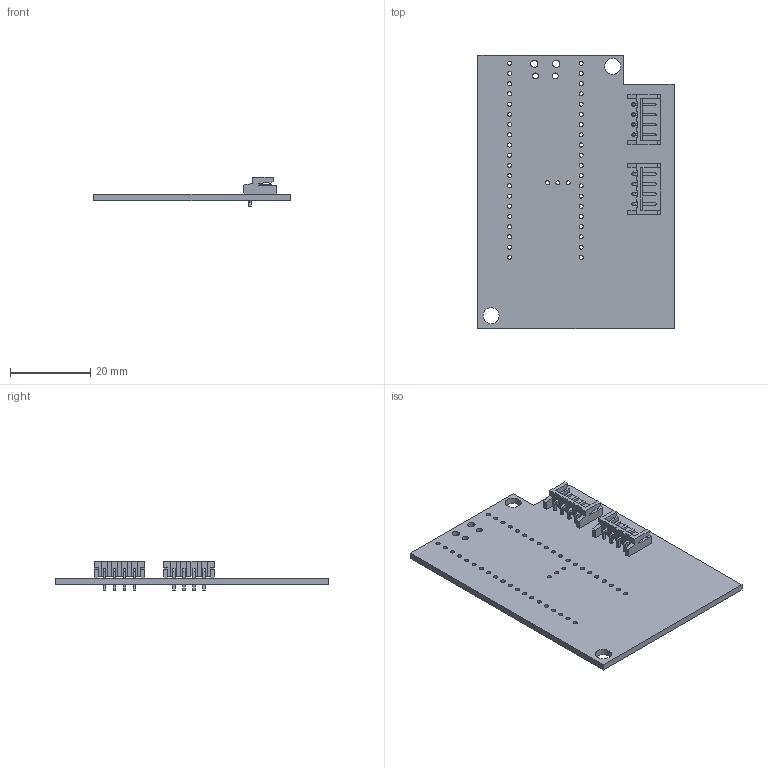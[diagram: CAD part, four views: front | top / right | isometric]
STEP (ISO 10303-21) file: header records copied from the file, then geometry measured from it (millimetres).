
FILE_DESCRIPTION(('KiCad electronic assembly'),'2;1');
FILE_NAME('main-board.step','2024-11-05T15:17:25',('Pcbnew'),('Kicad'), 'Open CASCADE STEP processor 7.8','KiCad to STEP converter','Unknown' );
FILE_SCHEMA(('AUTOMOTIVE_DESIGN { 1 0 10303 214 1 1 1 1 }'));
Length unit declared in the file: millimetre
Products named in the file (4): main-board 1; JST_EH_S4B-EH_1x04_P2.50mm_Horizontal; JST_S4B_EH; main-board_PCB
Assembly tree (4 placements, depth 3):
  main-board 1
    JST_EH_S4B-EH_1x04_P2.50mm_Horizontal  x2
      JST_S4B_EH
    main-board_PCB
Bounding box: 48.75 x 68 x 7.4 mm (x, y, z)
Volume: 5310.9 mm3; surface area: 7944.5 mm2
Topology: 3 solids, 3 shells, 365 faces, 981 edges, 638 vertices
Faces by surface type: plane 292, cylinder 73
Full cylindrical faces by diameter (mm): 0.95 x8, 1.02 x43, 1.5 x2, 1.8 x2, 4 x2
Entity records: 8097 total; most frequent: CARTESIAN_POINT 1187, ORIENTED_EDGE 1170, DIRECTION 1155, EDGE_CURVE 585, LINE 455, VECTOR 455, VERTEX_POINT 382, AXIS2_PLACEMENT_3D 350
